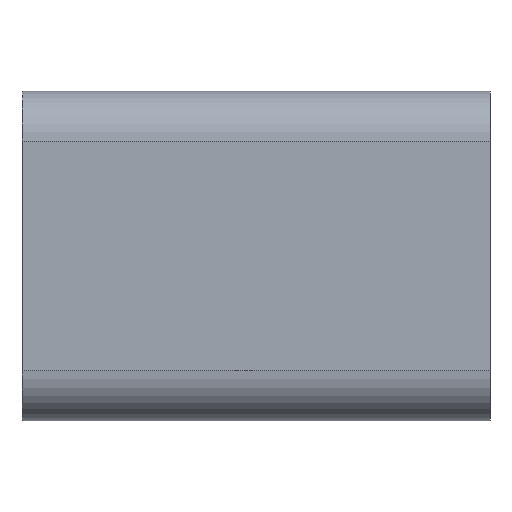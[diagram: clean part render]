
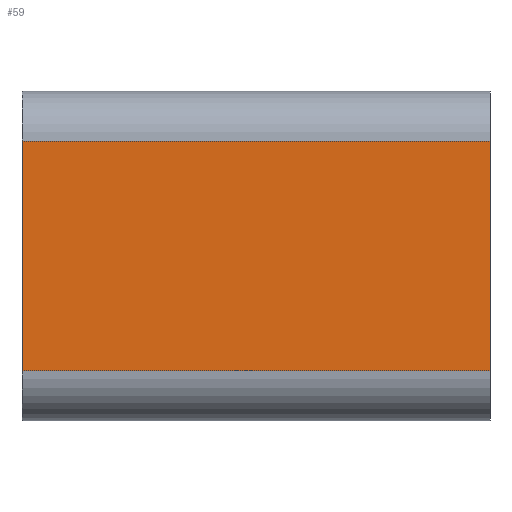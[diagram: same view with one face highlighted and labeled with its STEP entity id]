
A CAD part, top view. The second image highlights one B-rep face of the part: STEP entity #59.
In plain terms, the highlighted planar face has unit normal (0, 0, 1).
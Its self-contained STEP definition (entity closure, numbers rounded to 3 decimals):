
#32 = VERTEX_POINT('',#33);
#33 = CARTESIAN_POINT('',(21.3,10.45,9.1));
#40 = EDGE_CURVE('',#41,#32,#43,.T.);
#41 = VERTEX_POINT('',#42);
#42 = CARTESIAN_POINT('',(-21.3,10.45,9.1));
#43 = LINE('',#44,#45);
#44 = CARTESIAN_POINT('',(-21.3,10.45,9.1));
#45 = VECTOR('',#46,1.);
#46 = DIRECTION('',(1.,0.,0.));
#59 = ADVANCED_FACE('',(#60),#85,.F.);
#60 = FACE_BOUND('',#61,.F.);
#61 = EDGE_LOOP('',(#62,#63,#71,#79));
#62 = ORIENTED_EDGE('',*,*,#40,.T.);
#63 = ORIENTED_EDGE('',*,*,#64,.T.);
#64 = EDGE_CURVE('',#32,#65,#67,.T.);
#65 = VERTEX_POINT('',#66);
#66 = CARTESIAN_POINT('',(21.3,-10.45,9.1));
#67 = LINE('',#68,#69);
#68 = CARTESIAN_POINT('',(21.3,10.45,9.1));
#69 = VECTOR('',#70,1.);
#70 = DIRECTION('',(0.,-1.,0.));
#71 = ORIENTED_EDGE('',*,*,#72,.F.);
#72 = EDGE_CURVE('',#73,#65,#75,.T.);
#73 = VERTEX_POINT('',#74);
#74 = CARTESIAN_POINT('',(-21.3,-10.45,9.1));
#75 = LINE('',#76,#77);
#76 = CARTESIAN_POINT('',(-21.3,-10.45,9.1));
#77 = VECTOR('',#78,1.);
#78 = DIRECTION('',(1.,0.,0.));
#79 = ORIENTED_EDGE('',*,*,#80,.F.);
#80 = EDGE_CURVE('',#41,#73,#81,.T.);
#81 = LINE('',#82,#83);
#82 = CARTESIAN_POINT('',(-21.3,10.45,9.1));
#83 = VECTOR('',#84,1.);
#84 = DIRECTION('',(0.,-1.,0.));
#85 = PLANE('',#86);
#86 = AXIS2_PLACEMENT_3D('',#87,#88,#89);
#87 = CARTESIAN_POINT('',(-21.3,10.45,9.1));
#88 = DIRECTION('',(0.,0.,-1.));
#89 = DIRECTION('',(0.,-1.,0.));
